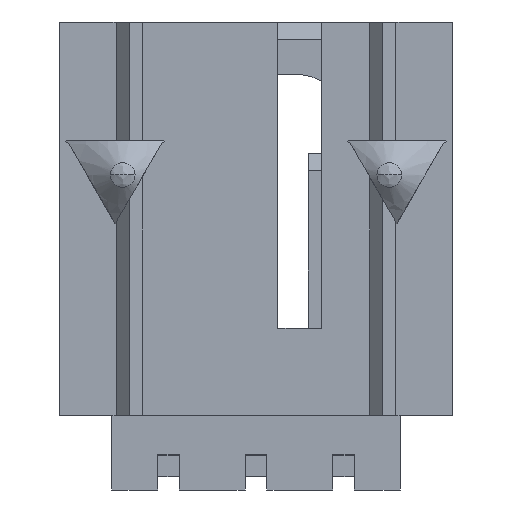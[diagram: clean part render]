
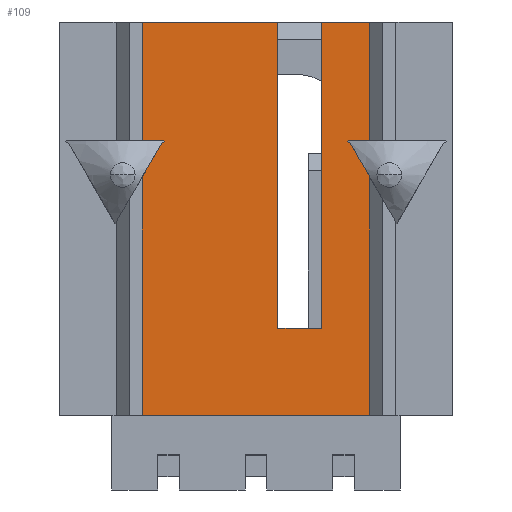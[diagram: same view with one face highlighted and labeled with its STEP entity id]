
A CAD part, front view. The second image highlights one B-rep face of the part: STEP entity #109.
In plain terms, the highlighted planar face has unit normal (0, -1, 0).
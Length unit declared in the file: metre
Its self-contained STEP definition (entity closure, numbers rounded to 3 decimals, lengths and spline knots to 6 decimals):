
#109 = ADVANCED_FACE( '', ( #327 ), #328, .T. );
#327 = FACE_OUTER_BOUND( '', #669, .T. );
#328 = PLANE( '', #670 );
#669 = EDGE_LOOP( '', ( #1528, #1529, #1530, #1531, #1532, #1533, #1534, #1535, #1536, #1537, #1538, #1539, #1540, #1541, #1542, #1543, #1544, #1545, #1546, #1547 ) );
#670 = AXIS2_PLACEMENT_3D( '', #1548, #1549, #1550 );
#1528 = ORIENTED_EDGE( '', *, *, #2524, .T. );
#1529 = ORIENTED_EDGE( '', *, *, #2281, .T. );
#1530 = ORIENTED_EDGE( '', *, *, #2279, .T. );
#1531 = ORIENTED_EDGE( '', *, *, #2277, .T. );
#1532 = ORIENTED_EDGE( '', *, *, #2469, .F. );
#1533 = ORIENTED_EDGE( '', *, *, #2292, .T. );
#1534 = ORIENTED_EDGE( '', *, *, #2525, .T. );
#1535 = ORIENTED_EDGE( '', *, *, #2316, .F. );
#1536 = ORIENTED_EDGE( '', *, *, #2526, .F. );
#1537 = ORIENTED_EDGE( '', *, *, #2454, .F. );
#1538 = ORIENTED_EDGE( '', *, *, #2527, .F. );
#1539 = ORIENTED_EDGE( '', *, *, #2313, .F. );
#1540 = ORIENTED_EDGE( '', *, *, #2479, .T. );
#1541 = ORIENTED_EDGE( '', *, *, #2511, .F. );
#1542 = ORIENTED_EDGE( '', *, *, #2466, .T. );
#1543 = ORIENTED_EDGE( '', *, *, #2528, .F. );
#1544 = ORIENTED_EDGE( '', *, *, #2529, .F. );
#1545 = ORIENTED_EDGE( '', *, *, #2521, .F. );
#1546 = ORIENTED_EDGE( '', *, *, #2530, .F. );
#1547 = ORIENTED_EDGE( '', *, *, #2531, .T. );
#1548 = CARTESIAN_POINT( '', ( -0.005715, -0.00254, -0.005715 ) );
#1549 = DIRECTION( '', ( 0., -1., 0. ) );
#1550 = DIRECTION( '', ( 0., 0., -1. ) );
#2277 = EDGE_CURVE( '', #2745, #2743, #2746, .T. );
#2279 = EDGE_CURVE( '', #2748, #2745, #2749, .T. );
#2281 = EDGE_CURVE( '', #2751, #2748, #2752, .T. );
#2292 = EDGE_CURVE( '', #2772, #2770, #2773, .T. );
#2313 = EDGE_CURVE( '', #2808, #2810, #2811, .T. );
#2316 = EDGE_CURVE( '', #2813, #2815, #2816, .T. );
#2454 = EDGE_CURVE( '', #3055, #3057, #3058, .T. );
#2466 = EDGE_CURVE( '', #3077, #3075, #3078, .T. );
#2469 = EDGE_CURVE( '', #2772, #2743, #3081, .T. );
#2479 = EDGE_CURVE( '', #2808, #3094, #3096, .T. );
#2511 = EDGE_CURVE( '', #3077, #3094, #3152, .T. );
#2521 = EDGE_CURVE( '', #3164, #3166, #3167, .T. );
#2524 = EDGE_CURVE( '', #3170, #2751, #3171, .T. );
#2525 = EDGE_CURVE( '', #2770, #2815, #3172, .T. );
#2526 = EDGE_CURVE( '', #3057, #2813, #3173, .T. );
#2527 = EDGE_CURVE( '', #2810, #3055, #3174, .T. );
#2528 = EDGE_CURVE( '', #3175, #3075, #3176, .T. );
#2529 = EDGE_CURVE( '', #3166, #3175, #3177, .T. );
#2530 = EDGE_CURVE( '', #3178, #3164, #3179, .T. );
#2531 = EDGE_CURVE( '', #3178, #3170, #3180, .T. );
#2743 = VERTEX_POINT( '', #3614 );
#2745 = VERTEX_POINT( '', #3617 );
#2746 = LINE( '', #3618, #3619 );
#2748 = VERTEX_POINT( '', #3622 );
#2749 = LINE( '', #3623, #3624 );
#2751 = VERTEX_POINT( '', #3627 );
#2752 = LINE( '', #3628, #3629 );
#2770 = VERTEX_POINT( '', #3656 );
#2772 = VERTEX_POINT( '', #3659 );
#2773 = LINE( '', #3660, #3661 );
#2808 = VERTEX_POINT( '', #3715 );
#2810 = VERTEX_POINT( '', #3718 );
#2811 = LINE( '', #3719, #3720 );
#2813 = VERTEX_POINT( '', #3723 );
#2815 = VERTEX_POINT( '', #3726 );
#2816 = LINE( '', #3727, #3728 );
#3055 = VERTEX_POINT( '', #4091 );
#3057 = VERTEX_POINT( '', #4094 );
#3058 = LINE( '', #4095, #4096 );
#3075 = VERTEX_POINT( '', #4123 );
#3077 = VERTEX_POINT( '', #4126 );
#3078 = LINE( '', #4127, #4128 );
#3081 = LINE( '', #4133, #4134 );
#3094 = VERTEX_POINT( '', #4155 );
#3096 = LINE( '', #4158, #4159 );
#3152 = LINE( '', #4245, #4246 );
#3164 = VERTEX_POINT( '', #4266 );
#3166 = VERTEX_POINT( '', #4269 );
#3167 = LINE( '', #4270, #4271 );
#3170 = VERTEX_POINT( '', #4276 );
#3171 = LINE( '', #4277, #4278 );
#3172 = LINE( '', #4279, #4280 );
#3173 = LINE( '', #4281, #4282 );
#3174 = LINE( '', #4283, #4284 );
#3175 = VERTEX_POINT( '', #4285 );
#3176 = LINE( '', #4286, #4287 );
#3177 = LINE( '', #4288, #4289 );
#3178 = VERTEX_POINT( '', #4290 );
#3179 = LINE( '', #4291, #4292 );
#3180 = LINE( '', #4293, #4294 );
#3614 = CARTESIAN_POINT( '', ( -0.003302, -0.00254, 0.00122 ) );
#3617 = CARTESIAN_POINT( '', ( -0.00274, -0.00254, 0.002189 ) );
#3618 = CARTESIAN_POINT( '', ( -0.00274, -0.00254, 0.002189 ) );
#3619 = VECTOR( '', #4580, 1. );
#3622 = CARTESIAN_POINT( '', ( -0.002648, -0.00254, 0.002242 ) );
#3623 = CARTESIAN_POINT( '', ( -0.002648, -0.00254, 0.002242 ) );
#3624 = VECTOR( '', #4582, 1. );
#3627 = CARTESIAN_POINT( '', ( -0.002674, -0.00254, 0.002286 ) );
#3628 = CARTESIAN_POINT( '', ( -0.002674, -0.00254, 0.002286 ) );
#3629 = VECTOR( '', #4584, 1. );
#3656 = CARTESIAN_POINT( '', ( 0.003302, -0.00254, -0.005715 ) );
#3659 = CARTESIAN_POINT( '', ( -0.003302, -0.00254, -0.005715 ) );
#3660 = CARTESIAN_POINT( '', ( -0.003302, -0.00254, -0.005715 ) );
#3661 = VECTOR( '', #4595, 1. );
#3715 = CARTESIAN_POINT( '', ( 0.003302, -0.00254, 0.002273 ) );
#3718 = CARTESIAN_POINT( '', ( 0.002695, -0.00254, 0.002273 ) );
#3719 = CARTESIAN_POINT( '', ( 0.003302, -0.00254, 0.002273 ) );
#3720 = VECTOR( '', #4616, 1. );
#3723 = CARTESIAN_POINT( '', ( 0.00274, -0.00254, 0.002189 ) );
#3726 = CARTESIAN_POINT( '', ( 0.003302, -0.00254, 0.00122 ) );
#3727 = CARTESIAN_POINT( '', ( 0.00274, -0.00254, 0.002189 ) );
#3728 = VECTOR( '', #4619, 1. );
#4091 = CARTESIAN_POINT( '', ( 0.002674, -0.00254, 0.002286 ) );
#4094 = CARTESIAN_POINT( '', ( 0.002648, -0.00254, 0.002242 ) );
#4095 = CARTESIAN_POINT( '', ( 0.002674, -0.00254, 0.002286 ) );
#4096 = VECTOR( '', #4781, 1. );
#4123 = CARTESIAN_POINT( '', ( 0.001905, -0.00254, -0.003175 ) );
#4126 = CARTESIAN_POINT( '', ( 0.001905, -0.00254, 0.005715 ) );
#4127 = CARTESIAN_POINT( '', ( 0.001905, -0.00254, 0.005715 ) );
#4128 = VECTOR( '', #4793, 1. );
#4133 = CARTESIAN_POINT( '', ( -0.003302, -0.00254, -0.005715 ) );
#4134 = VECTOR( '', #4796, 1. );
#4155 = CARTESIAN_POINT( '', ( 0.003302, -0.00254, 0.005715 ) );
#4158 = CARTESIAN_POINT( '', ( 0.003302, -0.00254, 0.002273 ) );
#4159 = VECTOR( '', #4806, 1. );
#4245 = CARTESIAN_POINT( '', ( 0.001905, -0.00254, 0.005715 ) );
#4246 = VECTOR( '', #4840, 1. );
#4266 = CARTESIAN_POINT( '', ( -0.003302, -0.00254, 0.005715 ) );
#4269 = CARTESIAN_POINT( '', ( 0.000635, -0.00254, 0.005715 ) );
#4270 = CARTESIAN_POINT( '', ( -0.003302, -0.00254, 0.005715 ) );
#4271 = VECTOR( '', #4850, 1. );
#4276 = CARTESIAN_POINT( '', ( -0.002695, -0.00254, 0.002273 ) );
#4277 = CARTESIAN_POINT( '', ( -0.002695, -0.00254, 0.002273 ) );
#4278 = VECTOR( '', #4853, 1. );
#4279 = CARTESIAN_POINT( '', ( 0.003302, -0.00254, -0.005715 ) );
#4280 = VECTOR( '', #4854, 1. );
#4281 = CARTESIAN_POINT( '', ( 0.002648, -0.00254, 0.002242 ) );
#4282 = VECTOR( '', #4855, 1. );
#4283 = CARTESIAN_POINT( '', ( 0.002695, -0.00254, 0.002273 ) );
#4284 = VECTOR( '', #4856, 1. );
#4285 = CARTESIAN_POINT( '', ( 0.000635, -0.00254, -0.003175 ) );
#4286 = CARTESIAN_POINT( '', ( 0.000635, -0.00254, -0.003175 ) );
#4287 = VECTOR( '', #4857, 1. );
#4288 = CARTESIAN_POINT( '', ( 0.000635, -0.00254, 0.005715 ) );
#4289 = VECTOR( '', #4858, 1. );
#4290 = CARTESIAN_POINT( '', ( -0.003302, -0.00254, 0.002273 ) );
#4291 = CARTESIAN_POINT( '', ( -0.003302, -0.00254, 0.002273 ) );
#4292 = VECTOR( '', #4859, 1. );
#4293 = CARTESIAN_POINT( '', ( -0.003302, -0.00254, 0.002273 ) );
#4294 = VECTOR( '', #4860, 1. );
#4580 = DIRECTION( '', ( -0.502, 0., -0.865 ) );
#4582 = DIRECTION( '', ( -0.865, 0., -0.502 ) );
#4584 = DIRECTION( '', ( 0.502, 0., -0.865 ) );
#4595 = DIRECTION( '', ( 1., 0., 0. ) );
#4616 = DIRECTION( '', ( -1., 0., 0. ) );
#4619 = DIRECTION( '', ( 0.502, 0., -0.865 ) );
#4781 = DIRECTION( '', ( -0.502, 0., -0.865 ) );
#4793 = DIRECTION( '', ( 0., 0., -1. ) );
#4796 = DIRECTION( '', ( 0., 0., 1. ) );
#4806 = DIRECTION( '', ( 0., 0., 1. ) );
#4840 = DIRECTION( '', ( 1., 0., 0. ) );
#4850 = DIRECTION( '', ( 1., 0., 0. ) );
#4853 = DIRECTION( '', ( 0.865, 0., 0.502 ) );
#4854 = DIRECTION( '', ( 0., 0., 1. ) );
#4855 = DIRECTION( '', ( 0.865, 0., -0.502 ) );
#4856 = DIRECTION( '', ( -0.865, 0., 0.502 ) );
#4857 = DIRECTION( '', ( 1., 0., 0. ) );
#4858 = DIRECTION( '', ( 0., 0., -1. ) );
#4859 = DIRECTION( '', ( 0., 0., 1. ) );
#4860 = DIRECTION( '', ( 1., 0., 0. ) );
